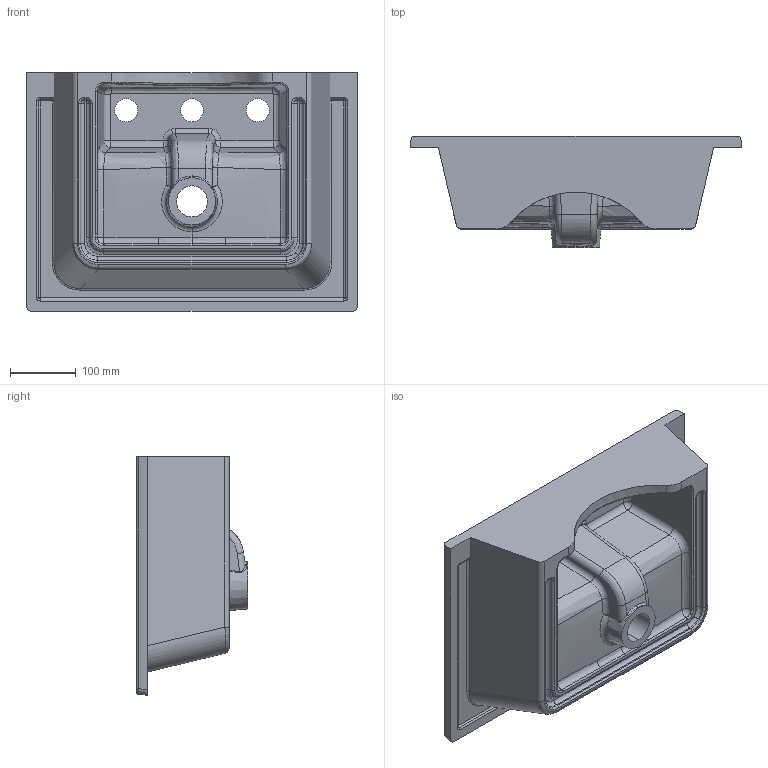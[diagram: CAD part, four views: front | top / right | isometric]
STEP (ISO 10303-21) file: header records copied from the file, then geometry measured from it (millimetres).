
FILE_DESCRIPTION (( 'STEP AP214' ), '1' );
FILE_NAME ('UN050B.3TH_STEP_V10424.STEP', '2024-04-10T13:40:12', ( '' ), ( '' ), 'SwSTEP 2.0', 'SolidWorks 2019', '' );
FILE_SCHEMA (( 'AUTOMOTIVE_DESIGN' ));
Length unit declared in the file: millimetre
Products named in the file (1): UN050B.3TH_STEP_V10424
Bounding box: 504.2 x 169.36 x 362.56 mm (x, y, z)
Volume: 6337738.8 mm3; surface area: 723270.3 mm2
Topology: 1 solids, 1 shells, 262 faces, 613 edges, 353 vertices
Faces by surface type: bspline 104, cylinder 94, plane 40, sphere 14, torus 6, cone 4
Entity records: 25011 total; most frequent: CARTESIAN_POINT 19861, ORIENTED_EDGE 1222, DIRECTION 879, EDGE_CURVE 611, VERTEX_POINT 353, AXIS2_PLACEMENT_3D 345, EDGE_LOOP 272, FACE_OUTER_BOUND 262
